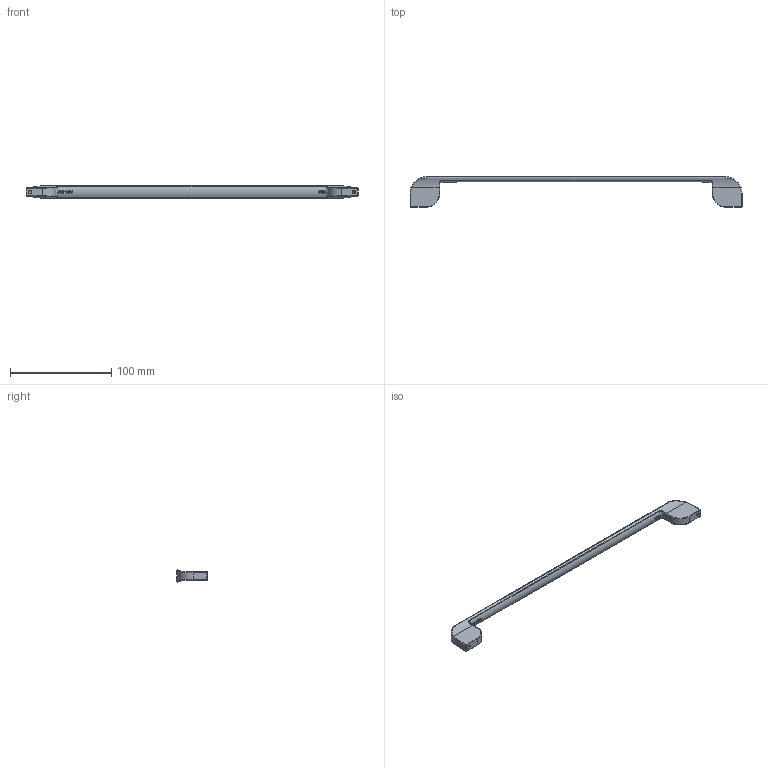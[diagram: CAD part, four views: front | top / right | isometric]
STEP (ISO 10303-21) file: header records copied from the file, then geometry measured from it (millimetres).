
FILE_DESCRIPTION(('Creo Elements/Direct Modeling STEP Export'),'2;1');
FILE_NAME('2391-328.stp','2018-05-24T13:43:23',(''),(''),'Creo Elements/Direct Modeling STEP processor for AP214 (Solid Model)','Creo Elements/Direct Modeling 20.0 12-Nov-2016 (C) Parametric Technology GmbH','');
FILE_SCHEMA(('AUTOMOTIVE_DESIGN { 1 0 10303 214 1 1 1 1 }'));
Length unit declared in the file: millimetre
Products named in the file (2): ZN-9932
Assembly tree (1 placements, depth 2):
  ZN-9932
    ZN-9932
Bounding box: 328 x 30 x 12 mm (x, y, z)
Volume: 26585.2 mm3; surface area: 13047.9 mm2
Topology: 1 solids, 1 shells, 674 faces, 1915 edges, 1260 vertices
Faces by surface type: plane 594, cylinder 50, bspline 16, torus 10, cone 4
Entity records: 26320 total; most frequent: CARTESIAN_POINT 7847, DIRECTION 4271, ORIENTED_EDGE 3822, EDGE_CURVE 1911, AXIS2_PLACEMENT_3D 1752, VERTEX_POINT 1260, ELLIPSE 910, VECTOR 767
